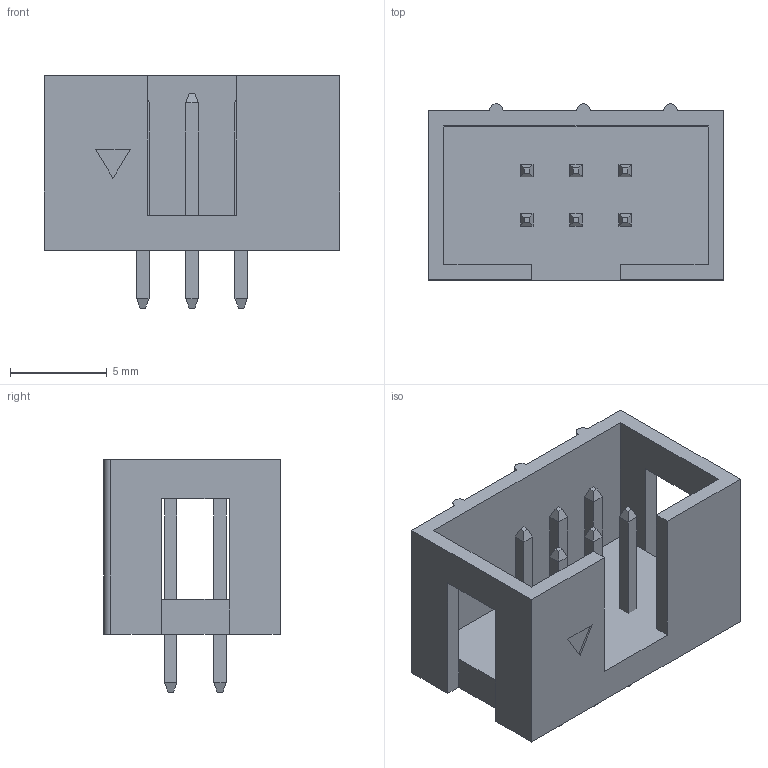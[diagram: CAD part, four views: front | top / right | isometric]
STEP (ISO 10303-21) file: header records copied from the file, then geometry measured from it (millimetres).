
FILE_DESCRIPTION (( 'STEP AP214' ), '1' );
FILE_NAME ('BH-6_IDC-6_DS-1013-06S.STEP', '2021-03-30T15:07:32', ( '' ), ( '' ), 'SwSTEP 2.0', 'SolidWorks 2020', '' );
FILE_SCHEMA (( 'AUTOMOTIVE_DESIGN' ));
Length unit declared in the file: millimetre
Products named in the file (1): BH-6_IDC-6_DS-1013-06S
Bounding box: 15.24 x 9.1 x 12 mm (x, y, z)
Volume: 463.5 mm3; surface area: 1073 mm2
Topology: 7 solids, 7 shells, 116 faces, 263 edges, 158 vertices
Faces by surface type: plane 113, cylinder 3
Entity records: 4181 total; most frequent: CARTESIAN_POINT 538, ORIENTED_EDGE 526, DIRECTION 503, EDGE_CURVE 263, VECTOR 257, LINE 257, VERTEX_POINT 158, AXIS2_PLACEMENT_3D 123
